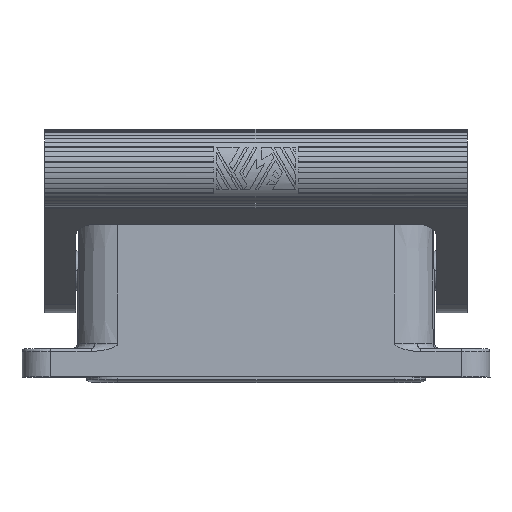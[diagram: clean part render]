
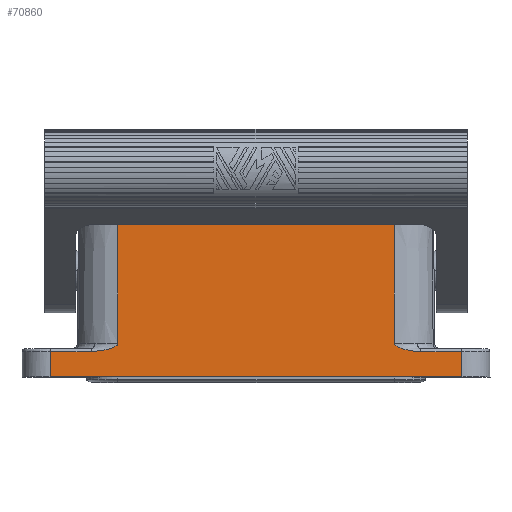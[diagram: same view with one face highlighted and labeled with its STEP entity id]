
A CAD part, top view. The second image highlights one B-rep face of the part: STEP entity #70860.
In plain terms, the highlighted face is planar.
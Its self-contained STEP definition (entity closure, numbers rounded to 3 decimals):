
#6250=CARTESIAN_POINT('',(-8.247,23.6,-23.));
#6260=VERTEX_POINT('',#6250);
#6290=CARTESIAN_POINT('',(-8.247,23.6,-23.));
#6300=DIRECTION('',(0.,-1.,
-0.009));
#6310=VECTOR('',#6300,802.151);
#6320=LINE('',#6290,#6310);
#6330=CARTESIAN_POINT('',(-8.247,2.592,
-23.183));
#6340=VERTEX_POINT('',#6330);
#6350=EDGE_CURVE('',#6260,#6340,#6320,.T.);
#13230=CARTESIAN_POINT('',(-69.207,1.105,
-23.196));
#13240=VERTEX_POINT('',#13230);
#15830=CARTESIAN_POINT('',(0.,1.105,
-23.196));
#15840=DIRECTION('',(1.,0.,0.));
#15850=VECTOR('',#15840,1.);
#15860=LINE('',#15830,#15850);
#15870=CARTESIAN_POINT('',(-61.95,1.105,
-23.196));
#15880=VERTEX_POINT('',#15870);
#15890=EDGE_CURVE('',#13240,#15880,#15860,.T.);
#29010=CARTESIAN_POINT('',(3.714,1.105,
-23.196));
#29020=VERTEX_POINT('',#29010);
#31330=CARTESIAN_POINT('',(-57.247,2.592,
-23.183));
#31340=CARTESIAN_POINT('',(-57.247,2.174,
-23.187));
#31350=CARTESIAN_POINT('',(-57.822,1.793,
-23.19));
#31360=CARTESIAN_POINT('',(-58.776,1.472,
-23.193));
#31370=CARTESIAN_POINT('',(-59.914,1.235,
-23.195));
#31380=CARTESIAN_POINT('',(-61.037,1.105,
-23.196));
#31390=CARTESIAN_POINT('',(-61.95,1.105,
-23.196));
#31400=B_SPLINE_CURVE_WITH_KNOTS('',6,(#31330,#31340,#31350,#31360,
#31370,#31380,#31390),.UNSPECIFIED.,.F.,.F.,(7,7),(0.,5.32),
.UNSPECIFIED.);
#31410=CARTESIAN_POINT('',(-57.247,2.592,
-23.183));
#31420=VERTEX_POINT('',#31410);
#31430=EDGE_CURVE('',#31420,#15880,#31400,.T.);
#33960=CARTESIAN_POINT('',(-69.247,-3.4,
-23.236));
#33970=VERTEX_POINT('',#33960);
#34000=CARTESIAN_POINT('',(-69.217,0.044,
-23.206));
#34010=DIRECTION('',(-0.009,-1.,
-0.009));
#34020=VECTOR('',#34010,1.);
#34030=LINE('',#34000,#34020);
#34040=EDGE_CURVE('',#13240,#33970,#34030,.T.);
#49870=CARTESIAN_POINT('',(-57.247,23.6,-23.));
#49880=VERTEX_POINT('',#49870);
#49910=CARTESIAN_POINT('',(0.,23.6,-23.));
#49920=DIRECTION('',(-1.,0.,0.));
#49930=VECTOR('',#49920,1.);
#49940=LINE('',#49910,#49930);
#49950=EDGE_CURVE('',#6260,#49880,#49940,.T.);
#55430=CARTESIAN_POINT('',(3.724,0.044,
-23.206));
#55440=DIRECTION('',(0.009,-1.,
-0.009));
#55450=VECTOR('',#55440,1.);
#55460=LINE('',#55430,#55450);
#55470=CARTESIAN_POINT('',(3.754,-3.4,
-23.236));
#55480=VERTEX_POINT('',#55470);
#55490=EDGE_CURVE('',#29020,#55480,#55460,.T.);
#57820=CARTESIAN_POINT('',(0.,-3.4,-23.236));
#57830=DIRECTION('',(1.,0.,0.));
#57840=VECTOR('',#57830,1.);
#57850=LINE('',#57820,#57840);
#57860=EDGE_CURVE('',#33970,#55480,#57850,.T.);
#63650=CARTESIAN_POINT('',(-57.247,23.6,-23.));
#63660=DIRECTION('',(0.,-1.,
-0.009));
#63670=VECTOR('',#63660,802.151);
#63680=LINE('',#63650,#63670);
#63690=EDGE_CURVE('',#49880,#31420,#63680,.T.);
#70530=CARTESIAN_POINT('',(-134.247,1.601,
-23.192));
#70540=DIRECTION('',(0.,-0.009,
1.));
#70550=DIRECTION('',(1.,0.,0.));
#70560=AXIS2_PLACEMENT_3D('',#70530,#70540,#70550);
#70570=PLANE('',#70560);
#70580=ORIENTED_EDGE('',*,*,#57860,.F.);
#70590=ORIENTED_EDGE('',*,*,#55490,.T.);
#70600=CARTESIAN_POINT('',(0.,1.105,
-23.196));
#70610=DIRECTION('',(1.,0.,0.));
#70620=VECTOR('',#70610,1.);
#70630=LINE('',#70600,#70620);
#70640=CARTESIAN_POINT('',(-3.543,1.105,
-23.196));
#70650=VERTEX_POINT('',#70640);
#70660=EDGE_CURVE('',#70650,#29020,#70630,.T.);
#70670=ORIENTED_EDGE('',*,*,#70660,.T.);
#70680=CARTESIAN_POINT('',(-3.543,1.105,
-23.196));
#70690=CARTESIAN_POINT('',(-4.456,1.105,
-23.196));
#70700=CARTESIAN_POINT('',(-5.579,1.235,
-23.195));
#70710=CARTESIAN_POINT('',(-6.717,1.472,
-23.193));
#70720=CARTESIAN_POINT('',(-7.671,1.793,
-23.19));
#70730=CARTESIAN_POINT('',(-8.247,2.174,
-23.187));
#70740=CARTESIAN_POINT('',(-8.247,2.592,
-23.183));
#70750=B_SPLINE_CURVE_WITH_KNOTS('',6,(#70680,#70690,#70700,#70710,
#70720,#70730,#70740),.UNSPECIFIED.,.F.,.F.,(7,7),(0.,5.32),
.UNSPECIFIED.);
#70760=EDGE_CURVE('',#70650,#6340,#70750,.T.);
#70770=ORIENTED_EDGE('',*,*,#70760,.F.);
#70780=ORIENTED_EDGE('',*,*,#6350,.T.);
#70790=ORIENTED_EDGE('',*,*,#49950,.F.);
#70800=ORIENTED_EDGE('',*,*,#63690,.F.);
#70810=ORIENTED_EDGE('',*,*,#31430,.F.);
#70820=ORIENTED_EDGE('',*,*,#15890,.T.);
#70830=ORIENTED_EDGE('',*,*,#34040,.F.);
#70840=EDGE_LOOP('',(#70830,#70820,#70810,#70800,#70790,#70780,#70770,
#70670,#70590,#70580));
#70850=FACE_OUTER_BOUND('',#70840,.T.);
#70860=ADVANCED_FACE('',(#70850),#70570,.F.);
